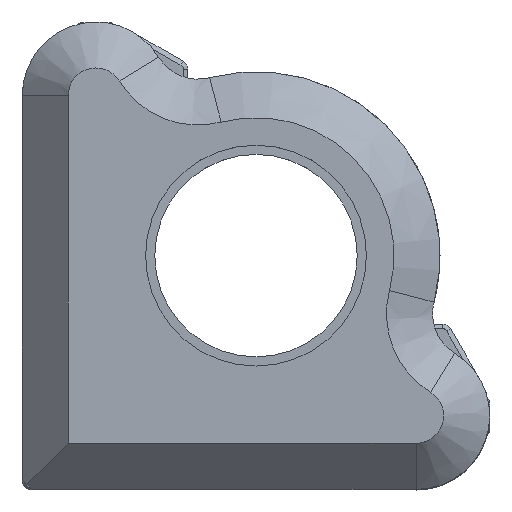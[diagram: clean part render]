
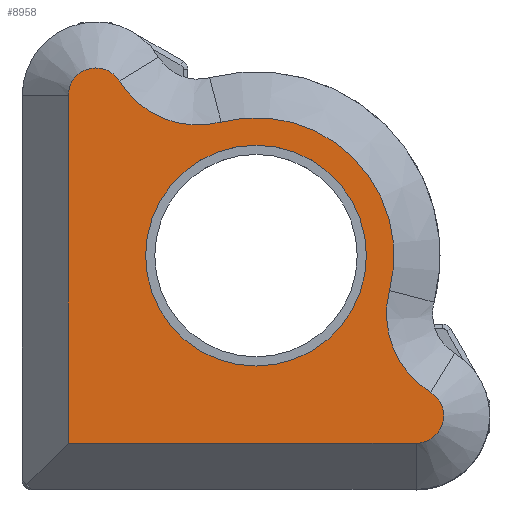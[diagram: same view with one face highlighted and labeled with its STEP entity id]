
A CAD part, top view. The second image highlights one B-rep face of the part: STEP entity #8958.
In plain terms, the highlighted planar face has unit normal (0, 0, 1).
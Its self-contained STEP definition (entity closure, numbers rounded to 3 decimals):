
#98 = DIRECTION ( 'NONE',  ( 0., 0., -1. ) ) ;
#619 = ORIENTED_EDGE ( 'NONE', *, *, #2044, .T. ) ;
#1143 = VERTEX_POINT ( 'NONE', #6645 ) ;
#1189 = AXIS2_PLACEMENT_3D ( 'NONE', #25297, #27746, #25574 ) ;
#1469 = EDGE_LOOP ( 'NONE', ( #14739, #27034 ) ) ;
#1647 = CIRCLE ( 'NONE', #9052, 12. ) ;
#1648 = DIRECTION ( 'NONE',  ( 1., 0., 0. ) ) ;
#2044 = EDGE_CURVE ( 'NONE', #21434, #18541, #10630, .T. ) ;
#3311 = CARTESIAN_POINT ( 'NONE',  ( 18.441, -5.805, 59.3 ) ) ;
#3762 = DIRECTION ( 'NONE',  ( 1., 0., 0. ) ) ;
#4037 = EDGE_CURVE ( 'NONE', #12995, #1143, #19009, .T. ) ;
#4350 = LINE ( 'NONE', #17172, #9693 ) ;
#6645 = CARTESIAN_POINT ( 'NONE',  ( -13.959, 11.595, 59.3 ) ) ;
#7420 = CARTESIAN_POINT ( 'NONE',  ( 0.127, 18.385, 59.3 ) ) ;
#8163 = FACE_BOUND ( 'NONE', #1469, .T. ) ;
#8555 = EDGE_LOOP ( 'NONE', ( #11674, #619, #17582, #16776, #25547, #20675, #14060 ) ) ;
#8832 = EDGE_CURVE ( 'NONE', #16037, #17578, #18223, .T. ) ;
#8958 = ADVANCED_FACE ( 'NONE', ( #25151, #8163 ), #14494, .T. ) ;
#9052 = AXIS2_PLACEMENT_3D ( 'NONE', #12677, #27428, #18497 ) ;
#9682 = EDGE_CURVE ( 'NONE', #25076, #14912, #1647, .T. ) ;
#9693 = VECTOR ( 'NONE', #26232, 1000. ) ;
#10328 = DIRECTION ( 'NONE',  ( 0., 0., 1. ) ) ;
#10440 = DIRECTION ( 'NONE',  ( 1., 0., 0. ) ) ;
#10582 = DIRECTION ( 'NONE',  ( 0., 0., 1. ) ) ;
#10597 = AXIS2_PLACEMENT_3D ( 'NONE', #19853, #98, #28361 ) ;
#10630 = LINE ( 'NONE', #26030, #17602 ) ;
#10728 = CARTESIAN_POINT ( 'NONE',  ( -13.959, -26.205, 59.3 ) ) ;
#10733 = VERTEX_POINT ( 'NONE', #11778 ) ;
#11674 = ORIENTED_EDGE ( 'NONE', *, *, #18958, .T. ) ;
#11778 = CARTESIAN_POINT ( 'NONE',  ( 2.653, 8.709, 59.3 ) ) ;
#12334 = CARTESIAN_POINT ( 'NONE',  ( 6.441, -5.805, 59.3 ) ) ;
#12677 = CARTESIAN_POINT ( 'NONE',  ( 6.441, -5.805, 59.3 ) ) ;
#12995 = VERTEX_POINT ( 'NONE', #20143 ) ;
#14060 = ORIENTED_EDGE ( 'NONE', *, *, #4037, .T. ) ;
#14214 = DIRECTION ( 'NONE',  ( 0., 0., 1. ) ) ;
#14494 = PLANE ( 'NONE',  #27435 ) ;
#14725 = CIRCLE ( 'NONE', #26723, 3. ) ;
#14739 = ORIENTED_EDGE ( 'NONE', *, *, #9682, .T. ) ;
#14912 = VERTEX_POINT ( 'NONE', #3311 ) ;
#16037 = VERTEX_POINT ( 'NONE', #26980 ) ;
#16776 = ORIENTED_EDGE ( 'NONE', *, *, #8832, .T. ) ;
#16935 = DIRECTION ( 'NONE',  ( 1., 0., 0. ) ) ;
#17172 = CARTESIAN_POINT ( 'NONE',  ( -13.959, -31.205, 59.3 ) ) ;
#17578 = VERTEX_POINT ( 'NONE', #17697 ) ;
#17582 = ORIENTED_EDGE ( 'NONE', *, *, #21387, .T. ) ;
#17602 = VECTOR ( 'NONE', #21733, 1000. ) ;
#17697 = CARTESIAN_POINT ( 'NONE',  ( 20.955, -9.593, 59.3 ) ) ;
#17876 = EDGE_CURVE ( 'NONE', #17578, #10733, #24848, .T. ) ;
#18223 = CIRCLE ( 'NONE', #1189, 10. ) ;
#18302 = CIRCLE ( 'NONE', #18745, 10. ) ;
#18401 = AXIS2_PLACEMENT_3D ( 'NONE', #21560, #10328, #1648 ) ;
#18497 = DIRECTION ( 'NONE',  ( -1., 0., 0. ) ) ;
#18541 = VERTEX_POINT ( 'NONE', #25666 ) ;
#18745 = AXIS2_PLACEMENT_3D ( 'NONE', #7420, #26560, #24963 ) ;
#18958 = EDGE_CURVE ( 'NONE', #1143, #21434, #4350, .T. ) ;
#19009 = CIRCLE ( 'NONE', #21330, 3. ) ;
#19788 = CIRCLE ( 'NONE', #10597, 12. ) ;
#19853 = CARTESIAN_POINT ( 'NONE',  ( 6.441, -5.805, 59.3 ) ) ;
#20143 = CARTESIAN_POINT ( 'NONE',  ( -8.4, 13.162, 59.3 ) ) ;
#20645 = EDGE_CURVE ( 'NONE', #14912, #25076, #19788, .T. ) ;
#20675 = ORIENTED_EDGE ( 'NONE', *, *, #26869, .T. ) ;
#20678 = CARTESIAN_POINT ( 'NONE',  ( -10.959, 11.595, 59.3 ) ) ;
#21330 = AXIS2_PLACEMENT_3D ( 'NONE', #20678, #23505, #3762 ) ;
#21387 = EDGE_CURVE ( 'NONE', #18541, #16037, #14725, .T. ) ;
#21397 = CARTESIAN_POINT ( 'NONE',  ( 23.841, -23.205, 59.3 ) ) ;
#21434 = VERTEX_POINT ( 'NONE', #10728 ) ;
#21560 = CARTESIAN_POINT ( 'NONE',  ( 6.441, -5.805, 59.3 ) ) ;
#21733 = DIRECTION ( 'NONE',  ( 1., 0., 0. ) ) ;
#23505 = DIRECTION ( 'NONE',  ( 0., 0., 1. ) ) ;
#24848 = CIRCLE ( 'NONE', #18401, 15. ) ;
#24963 = DIRECTION ( 'NONE',  ( 1., 0., 0. ) ) ;
#25076 = VERTEX_POINT ( 'NONE', #27945 ) ;
#25151 = FACE_OUTER_BOUND ( 'NONE', #8555, .T. ) ;
#25297 = CARTESIAN_POINT ( 'NONE',  ( 30.631, -12.119, 59.3 ) ) ;
#25547 = ORIENTED_EDGE ( 'NONE', *, *, #17876, .T. ) ;
#25574 = DIRECTION ( 'NONE',  ( 1., 0., 0. ) ) ;
#25666 = CARTESIAN_POINT ( 'NONE',  ( 23.841, -26.205, 59.3 ) ) ;
#26030 = CARTESIAN_POINT ( 'NONE',  ( 23.841, -26.205, 59.3 ) ) ;
#26232 = DIRECTION ( 'NONE',  ( 0., -1., 0. ) ) ;
#26560 = DIRECTION ( 'NONE',  ( 0., 0., -1. ) ) ;
#26723 = AXIS2_PLACEMENT_3D ( 'NONE', #21397, #10582, #10440 ) ;
#26869 = EDGE_CURVE ( 'NONE', #10733, #12995, #18302, .T. ) ;
#26980 = CARTESIAN_POINT ( 'NONE',  ( 25.408, -20.646, 59.3 ) ) ;
#27034 = ORIENTED_EDGE ( 'NONE', *, *, #20645, .T. ) ;
#27428 = DIRECTION ( 'NONE',  ( 0., 0., -1. ) ) ;
#27435 = AXIS2_PLACEMENT_3D ( 'NONE', #12334, #14214, #16935 ) ;
#27746 = DIRECTION ( 'NONE',  ( 0., 0., -1. ) ) ;
#27945 = CARTESIAN_POINT ( 'NONE',  ( -5.559, -5.805, 59.3 ) ) ;
#28361 = DIRECTION ( 'NONE',  ( -1., 0., 0. ) ) ;
